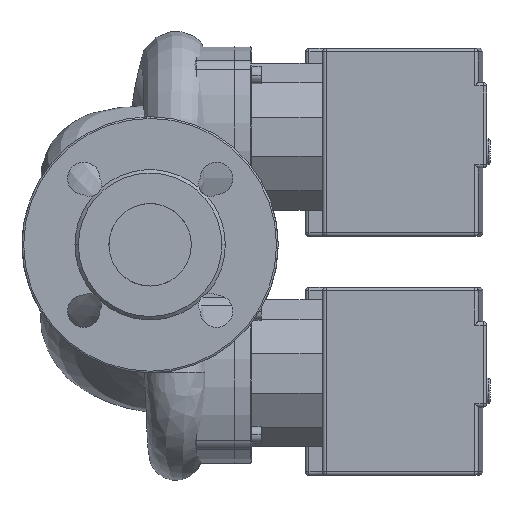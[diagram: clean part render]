
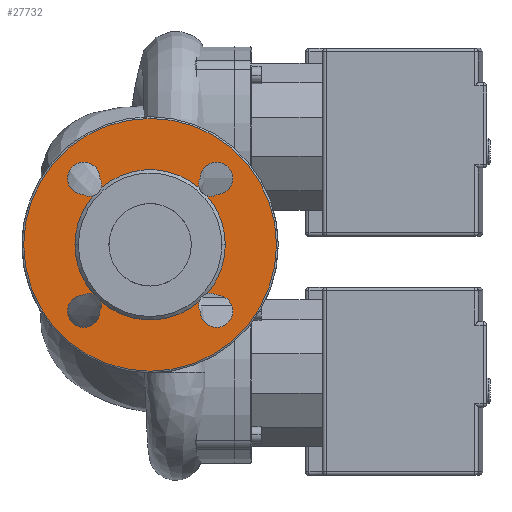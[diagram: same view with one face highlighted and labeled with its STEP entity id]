
A CAD part, left-side view. The second image highlights one B-rep face of the part: STEP entity #27732.
In plain terms, the highlighted planar face has unit normal (-1, 0, 0).
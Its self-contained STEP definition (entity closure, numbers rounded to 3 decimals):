
#27184=CARTESIAN_POINT('',(2.,44.0,0.0));
#27185=VERTEX_POINT('',#27184);
#27194=CARTESIAN_POINT('',(2.,33.411,-28.631));
#27195=VERTEX_POINT('',#27194);
#27196=CARTESIAN_POINT('',(2.,0.0,0.0));
#27197=DIRECTION('',(1.0,0.0,0.0));
#27198=DIRECTION('',(0.0,1.0,0.0));
#27199=AXIS2_PLACEMENT_3D('',#27196,#27197,#27198);
#27200=CIRCLE('',#27199,44.0);
#27201=EDGE_CURVE('',#27195,#27185,#27200,.T.);
#27203=CARTESIAN_POINT('',(2.,28.631,-33.411));
#27204=VERTEX_POINT('',#27203);
#27218=CARTESIAN_POINT('',(2.,-28.631,-33.411));
#27219=VERTEX_POINT('',#27218);
#27220=CARTESIAN_POINT('',(2.,0.0,0.0));
#27221=DIRECTION('',(1.0,0.0,0.0));
#27222=DIRECTION('',(0.0,1.0,0.0));
#27223=AXIS2_PLACEMENT_3D('',#27220,#27221,#27222);
#27224=CIRCLE('',#27223,44.0);
#27225=EDGE_CURVE('',#27219,#27204,#27224,.T.);
#27227=CARTESIAN_POINT('',(2.,-33.411,-28.631));
#27228=VERTEX_POINT('',#27227);
#27242=CARTESIAN_POINT('',(2.,-44.0,0.));
#27243=VERTEX_POINT('',#27242);
#27244=CARTESIAN_POINT('',(2.,0.0,0.0));
#27245=DIRECTION('',(1.0,0.0,0.0));
#27246=DIRECTION('',(0.0,1.0,0.0));
#27247=AXIS2_PLACEMENT_3D('',#27244,#27245,#27246);
#27248=CIRCLE('',#27247,44.0);
#27249=EDGE_CURVE('',#27243,#27228,#27248,.T.);
#27276=CARTESIAN_POINT('',(2.,0.0,-74.0));
#27277=VERTEX_POINT('',#27276);
#27303=CARTESIAN_POINT('',(2.,0.,74.0));
#27304=VERTEX_POINT('',#27303);
#27312=CARTESIAN_POINT('',(2.,0.0,0.0));
#27313=DIRECTION('',(1.0,0.0,0.0));
#27314=DIRECTION('',(0.0,-1.0,0.0));
#27315=AXIS2_PLACEMENT_3D('',#27312,#27313,#27314);
#27316=CIRCLE('',#27315,74.0);
#27317=EDGE_CURVE('',#27304,#27277,#27316,.T.);
#27566=CARTESIAN_POINT('',(2.,74.0,0.0));
#27567=VERTEX_POINT('',#27566);
#27568=CARTESIAN_POINT('',(2.,0.0,0.0));
#27569=DIRECTION('',(1.0,0.0,0.0));
#27570=DIRECTION('',(0.0,-1.0,0.0));
#27571=AXIS2_PLACEMENT_3D('',#27568,#27569,#27570);
#27572=CIRCLE('',#27571,74.0);
#27573=EDGE_CURVE('',#27277,#27567,#27572,.T.);
#27575=CARTESIAN_POINT('',(2.,0.0,0.0));
#27576=DIRECTION('',(1.0,0.0,0.0));
#27577=DIRECTION('',(0.0,-1.0,0.0));
#27578=AXIS2_PLACEMENT_3D('',#27575,#27576,#27577);
#27579=CIRCLE('',#27578,74.0);
#27580=EDGE_CURVE('',#27567,#27304,#27579,.T.);
#27588=CARTESIAN_POINT('',(2.,59.5,0.0));
#27589=DIRECTION('',(-1.0,0.0,0.0));
#27590=DIRECTION('',(0.0,0.0,1.0));
#27591=AXIS2_PLACEMENT_3D('',#27588,#27589,#27590);
#27592=PLANE('',#27591);
#27593=ORIENTED_EDGE('',*,*,#27580,.F.);
#27594=ORIENTED_EDGE('',*,*,#27573,.F.);
#27595=ORIENTED_EDGE('',*,*,#27317,.F.);
#27596=EDGE_LOOP('',(#27593,#27594,#27595));
#27597=FACE_OUTER_BOUND('',#27596,.T.);
#27598=CARTESIAN_POINT('',(2.,-29.392,-39.021));
#27599=VERTEX_POINT('',#27598);
#27600=CARTESIAN_POINT('',(2.,-35.355,-35.355));
#27601=DIRECTION('',(1.0,0.0,0.0));
#27602=DIRECTION('',(0.0,-1.0,0.0));
#27603=AXIS2_PLACEMENT_3D('',#27600,#27601,#27602);
#27604=CIRCLE('',#27603,7.);
#27605=EDGE_CURVE('',#27599,#27219,#27604,.T.);
#27606=ORIENTED_EDGE('',*,*,#27605,.T.);
#27607=ORIENTED_EDGE('',*,*,#27225,.T.);
#27608=CARTESIAN_POINT('',(2.,29.392,-39.021));
#27609=VERTEX_POINT('',#27608);
#27610=CARTESIAN_POINT('',(2.,35.355,-35.355));
#27611=DIRECTION('',(1.0,0.0,0.0));
#27612=DIRECTION('',(0.0,0.0,-1.0));
#27613=AXIS2_PLACEMENT_3D('',#27610,#27611,#27612);
#27614=CIRCLE('',#27613,7.);
#27615=EDGE_CURVE('',#27204,#27609,#27614,.T.);
#27616=ORIENTED_EDGE('',*,*,#27615,.T.);
#27617=CARTESIAN_POINT('',(2.,39.021,-29.392));
#27618=VERTEX_POINT('',#27617);
#27619=CARTESIAN_POINT('',(2.,38.891,-38.891));
#27620=DIRECTION('',(1.0,0.0,0.0));
#27621=DIRECTION('',(0.0,0.0,-1.0));
#27622=AXIS2_PLACEMENT_3D('',#27619,#27620,#27621);
#27623=CIRCLE('',#27622,9.5);
#27624=EDGE_CURVE('',#27609,#27618,#27623,.T.);
#27625=ORIENTED_EDGE('',*,*,#27624,.T.);
#27626=CARTESIAN_POINT('',(2.,35.355,-35.355));
#27627=DIRECTION('',(1.0,0.0,0.0));
#27628=DIRECTION('',(0.0,0.0,-1.0));
#27629=AXIS2_PLACEMENT_3D('',#27626,#27627,#27628);
#27630=CIRCLE('',#27629,7.);
#27631=EDGE_CURVE('',#27618,#27195,#27630,.T.);
#27632=ORIENTED_EDGE('',*,*,#27631,.T.);
#27633=ORIENTED_EDGE('',*,*,#27201,.T.);
#27634=CARTESIAN_POINT('',(2.,33.411,28.631));
#27635=VERTEX_POINT('',#27634);
#27636=CARTESIAN_POINT('',(2.,0.0,0.0));
#27637=DIRECTION('',(1.0,0.0,0.0));
#27638=DIRECTION('',(0.0,1.0,0.0));
#27639=AXIS2_PLACEMENT_3D('',#27636,#27637,#27638);
#27640=CIRCLE('',#27639,44.0);
#27641=EDGE_CURVE('',#27185,#27635,#27640,.T.);
#27642=ORIENTED_EDGE('',*,*,#27641,.T.);
#27643=CARTESIAN_POINT('',(2.,39.021,29.392));
#27644=VERTEX_POINT('',#27643);
#27645=CARTESIAN_POINT('',(2.,35.355,35.355));
#27646=DIRECTION('',(1.0,0.0,0.0));
#27647=DIRECTION('',(0.0,1.0,0.0));
#27648=AXIS2_PLACEMENT_3D('',#27645,#27646,#27647);
#27649=CIRCLE('',#27648,7.);
#27650=EDGE_CURVE('',#27635,#27644,#27649,.T.);
#27651=ORIENTED_EDGE('',*,*,#27650,.T.);
#27652=CARTESIAN_POINT('',(2.,29.392,39.021));
#27653=VERTEX_POINT('',#27652);
#27654=CARTESIAN_POINT('',(2.,38.891,38.891));
#27655=DIRECTION('',(1.0,0.0,0.0));
#27656=DIRECTION('',(0.0,1.0,0.0));
#27657=AXIS2_PLACEMENT_3D('',#27654,#27655,#27656);
#27658=CIRCLE('',#27657,9.5);
#27659=EDGE_CURVE('',#27644,#27653,#27658,.T.);
#27660=ORIENTED_EDGE('',*,*,#27659,.T.);
#27661=CARTESIAN_POINT('',(2.,28.631,33.411));
#27662=VERTEX_POINT('',#27661);
#27663=CARTESIAN_POINT('',(2.,35.355,35.355));
#27664=DIRECTION('',(1.0,0.0,0.0));
#27665=DIRECTION('',(0.0,1.0,0.0));
#27666=AXIS2_PLACEMENT_3D('',#27663,#27664,#27665);
#27667=CIRCLE('',#27666,7.);
#27668=EDGE_CURVE('',#27653,#27662,#27667,.T.);
#27669=ORIENTED_EDGE('',*,*,#27668,.T.);
#27670=CARTESIAN_POINT('',(2.,-28.631,33.411));
#27671=VERTEX_POINT('',#27670);
#27672=CARTESIAN_POINT('',(2.,0.0,0.0));
#27673=DIRECTION('',(1.0,0.0,0.0));
#27674=DIRECTION('',(0.0,1.0,0.0));
#27675=AXIS2_PLACEMENT_3D('',#27672,#27673,#27674);
#27676=CIRCLE('',#27675,44.0);
#27677=EDGE_CURVE('',#27662,#27671,#27676,.T.);
#27678=ORIENTED_EDGE('',*,*,#27677,.T.);
#27679=CARTESIAN_POINT('',(2.,-29.392,39.021));
#27680=VERTEX_POINT('',#27679);
#27681=CARTESIAN_POINT('',(2.,-35.355,35.355));
#27682=DIRECTION('',(1.0,0.0,0.0));
#27683=DIRECTION('',(0.0,0.0,1.0));
#27684=AXIS2_PLACEMENT_3D('',#27681,#27682,#27683);
#27685=CIRCLE('',#27684,7.);
#27686=EDGE_CURVE('',#27671,#27680,#27685,.T.);
#27687=ORIENTED_EDGE('',*,*,#27686,.T.);
#27688=CARTESIAN_POINT('',(2.,-39.021,29.392));
#27689=VERTEX_POINT('',#27688);
#27690=CARTESIAN_POINT('',(2.,-38.891,38.891));
#27691=DIRECTION('',(1.0,0.0,0.0));
#27692=DIRECTION('',(0.0,0.0,1.0));
#27693=AXIS2_PLACEMENT_3D('',#27690,#27691,#27692);
#27694=CIRCLE('',#27693,9.5);
#27695=EDGE_CURVE('',#27680,#27689,#27694,.T.);
#27696=ORIENTED_EDGE('',*,*,#27695,.T.);
#27697=CARTESIAN_POINT('',(2.,-33.411,28.631));
#27698=VERTEX_POINT('',#27697);
#27699=CARTESIAN_POINT('',(2.,-35.355,35.355));
#27700=DIRECTION('',(1.0,0.0,0.0));
#27701=DIRECTION('',(0.0,0.0,1.0));
#27702=AXIS2_PLACEMENT_3D('',#27699,#27700,#27701);
#27703=CIRCLE('',#27702,7.);
#27704=EDGE_CURVE('',#27689,#27698,#27703,.T.);
#27705=ORIENTED_EDGE('',*,*,#27704,.T.);
#27706=CARTESIAN_POINT('',(2.,0.0,0.0));
#27707=DIRECTION('',(1.0,0.0,0.0));
#27708=DIRECTION('',(0.0,1.0,0.0));
#27709=AXIS2_PLACEMENT_3D('',#27706,#27707,#27708);
#27710=CIRCLE('',#27709,44.0);
#27711=EDGE_CURVE('',#27698,#27243,#27710,.T.);
#27712=ORIENTED_EDGE('',*,*,#27711,.T.);
#27713=ORIENTED_EDGE('',*,*,#27249,.T.);
#27714=CARTESIAN_POINT('',(2.,-39.021,-29.392));
#27715=VERTEX_POINT('',#27714);
#27716=CARTESIAN_POINT('',(2.,-35.355,-35.355));
#27717=DIRECTION('',(1.0,0.0,0.0));
#27718=DIRECTION('',(0.0,-1.0,0.0));
#27719=AXIS2_PLACEMENT_3D('',#27716,#27717,#27718);
#27720=CIRCLE('',#27719,7.);
#27721=EDGE_CURVE('',#27228,#27715,#27720,.T.);
#27722=ORIENTED_EDGE('',*,*,#27721,.T.);
#27723=CARTESIAN_POINT('',(2.,-38.891,-38.891));
#27724=DIRECTION('',(1.0,0.0,0.0));
#27725=DIRECTION('',(0.0,-1.0,0.0));
#27726=AXIS2_PLACEMENT_3D('',#27723,#27724,#27725);
#27727=CIRCLE('',#27726,9.5);
#27728=EDGE_CURVE('',#27715,#27599,#27727,.T.);
#27729=ORIENTED_EDGE('',*,*,#27728,.T.);
#27730=EDGE_LOOP('',(#27606,#27607,#27616,#27625,#27632,#27633,#27642,#27651,#27660,#27669,#27678,#27687,#27696,#27705,#27712,#27713,#27722,#27729));
#27731=FACE_BOUND('',#27730,.T.);
#27732=ADVANCED_FACE('',(#27597,#27731),#27592,.T.);
